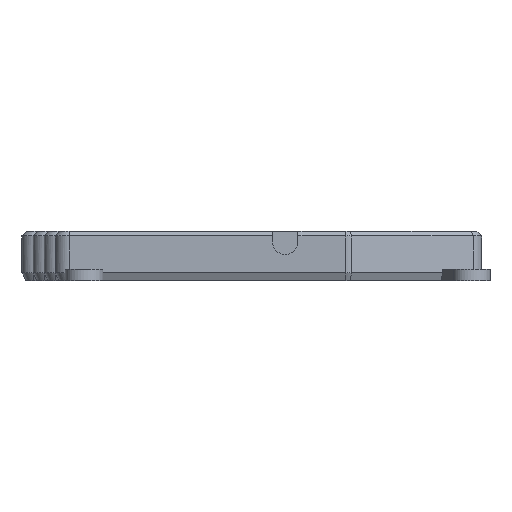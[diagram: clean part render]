
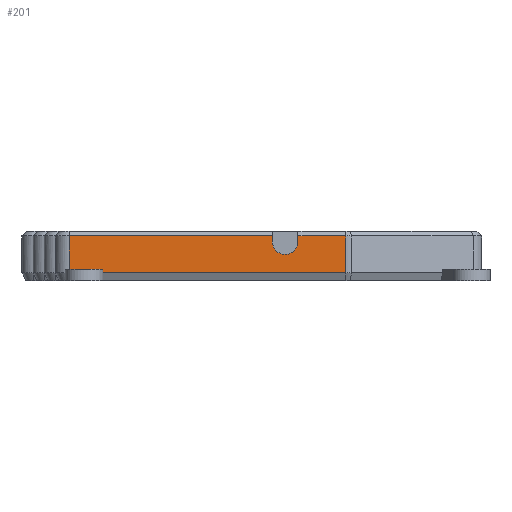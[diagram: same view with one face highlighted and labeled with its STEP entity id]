
A CAD part, left-side view. The second image highlights one B-rep face of the part: STEP entity #201.
In plain terms, the highlighted planar face has unit normal (-1, 0, 0).
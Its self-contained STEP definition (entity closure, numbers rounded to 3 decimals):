
#201=ADVANCED_FACE('',(#361),#2509,.T.);
#361=FACE_OUTER_BOUND('',#541,.T.);
#541=EDGE_LOOP('',(#1326,#1327,#1328,#1329,#1330,#1331,#1332,#1333,#1334,
#1335));
#1326=ORIENTED_EDGE('',*,*,#1355,.T.);
#1327=ORIENTED_EDGE('',*,*,#1353,.T.);
#1328=ORIENTED_EDGE('',*,*,#1741,.T.);
#1329=ORIENTED_EDGE('',*,*,#1519,.F.);
#1330=ORIENTED_EDGE('',*,*,#1518,.F.);
#1331=ORIENTED_EDGE('',*,*,#1434,.F.);
#1332=ORIENTED_EDGE('',*,*,#1429,.T.);
#1333=ORIENTED_EDGE('',*,*,#1437,.F.);
#1334=ORIENTED_EDGE('',*,*,#1658,.F.);
#1335=ORIENTED_EDGE('',*,*,#1439,.T.);
#1353=EDGE_CURVE('',#2150,#2151,#1746,.T.);
#1355=EDGE_CURVE('',#2156,#2150,#1747,.T.);
#1429=EDGE_CURVE('',#2237,#2238,#1792,.T.);
#1434=EDGE_CURVE('',#2237,#2239,#1797,.T.);
#1437=EDGE_CURVE('',#2240,#2238,#1800,.T.);
#1439=EDGE_CURVE('',#2241,#2156,#2015,.T.);
#1518=EDGE_CURVE('',#2239,#2307,#1856,.T.);
#1519=EDGE_CURVE('',#2307,#2347,#1857,.T.);
#1658=EDGE_CURVE('',#2241,#2240,#1942,.T.);
#1741=EDGE_CURVE('',#2151,#2347,#1976,.T.);
#1746=B_SPLINE_CURVE_WITH_KNOTS('',1,(#3426,#3427),.UNSPECIFIED.,.F.,.F.,
(2,2),(3.15,3.95),.UNSPECIFIED.);
#1747=B_SPLINE_CURVE_WITH_KNOTS('',1,(#3430,#3431),.UNSPECIFIED.,.F.,.F.,
(2,2),(-29.673,-22.473),.UNSPECIFIED.);
#1792=B_SPLINE_CURVE_WITH_KNOTS('',3,(#3665,#3666,#3667,#3668,#3669,#3670,
#3671,#3672,#3673,#3674,#3675,#3676,#3677,#3678,#3679,#3680,#3681,#3682,
#3683,#3684,#3685,#3686,#3687),.UNSPECIFIED.,.F.,.F.,(4,2,2,2,2,3,2,2,2,
2,4),(0.,1.086,2.172,3.259,3.8,
4.342,4.895,5.426,6.512,7.598,
8.685),.UNSPECIFIED.);
#1797=B_SPLINE_CURVE_WITH_KNOTS('',1,(#3696,#3697),.UNSPECIFIED.,.F.,.F.,
(2,2),(0.,0.98),.UNSPECIFIED.);
#1800=B_SPLINE_CURVE_WITH_KNOTS('',1,(#3702,#3703),.UNSPECIFIED.,.F.,.F.,
(2,2),(-0.98,0.),.UNSPECIFIED.);
#1856=B_SPLINE_CURVE_WITH_KNOTS('',1,(#3920,#3921),.UNSPECIFIED.,.F.,.F.,
(2,2),(49.067,59.346),.UNSPECIFIED.);
#1857=B_SPLINE_CURVE_WITH_KNOTS('',1,(#3922,#3923),.UNSPECIFIED.,.F.,.F.,
(2,2),(1.,8.9),.UNSPECIFIED.);
#1942=B_SPLINE_CURVE_WITH_KNOTS('',1,(#4276,#4277),.UNSPECIFIED.,.F.,.F.,
(2,2),(0.,43.567),.UNSPECIFIED.);
#1976=B_SPLINE_CURVE_WITH_KNOTS('',1,(#4606,#4607),.UNSPECIFIED.,.F.,.F.,
(2,2),(-222.018,-169.085),.UNSPECIFIED.);
#2015=(
BOUNDED_CURVE()
B_SPLINE_CURVE(1,(#3707,#3708),.UNSPECIFIED.,.F.,.F.)
B_SPLINE_CURVE_WITH_KNOTS((2,2),(1.,8.1),.UNSPECIFIED.)
CURVE()
GEOMETRIC_REPRESENTATION_ITEM()
RATIONAL_B_SPLINE_CURVE((1.,1.))
REPRESENTATION_ITEM('')
);
#2150=VERTEX_POINT('',#3140);
#2151=VERTEX_POINT('',#3141);
#2156=VERTEX_POINT('',#3146);
#2237=VERTEX_POINT('',#3227);
#2238=VERTEX_POINT('',#3228);
#2239=VERTEX_POINT('',#3229);
#2240=VERTEX_POINT('',#3230);
#2241=VERTEX_POINT('',#3231);
#2307=VERTEX_POINT('',#3297);
#2347=VERTEX_POINT('',#3337);
#2509=PLANE('',#2706);
#2706=AXIS2_PLACEMENT_3D('',#3126,#2847,$);
#2847=DIRECTION('',(-1.,0.,0.));
#3126=CARTESIAN_POINT('',(336.021,396.686,11.18));
#3140=CARTESIAN_POINT('',(336.021,389.486,4.08));
#3141=CARTESIAN_POINT('',(336.021,389.486,3.28));
#3146=CARTESIAN_POINT('',(336.021,396.686,4.08));
#3227=CARTESIAN_POINT('',(336.021,347.619,9.95));
#3228=CARTESIAN_POINT('',(336.021,353.119,9.95));
#3229=CARTESIAN_POINT('',(336.021,347.619,11.18));
#3230=CARTESIAN_POINT('',(336.021,353.119,11.18));
#3231=CARTESIAN_POINT('',(336.021,396.686,11.18));
#3297=CARTESIAN_POINT('',(336.021,337.34,11.18));
#3337=CARTESIAN_POINT('',(336.021,337.34,3.28));
#3426=CARTESIAN_POINT('',(336.021,389.486,4.08));
#3427=CARTESIAN_POINT('',(336.021,389.486,3.28));
#3430=CARTESIAN_POINT('',(336.021,396.686,4.08));
#3431=CARTESIAN_POINT('',(336.021,389.486,4.08));
#3665=CARTESIAN_POINT('',(336.021,347.619,9.95));
#3666=CARTESIAN_POINT('',(336.021,347.619,9.589));
#3667=CARTESIAN_POINT('',(336.021,347.69,9.231));
#3668=CARTESIAN_POINT('',(336.021,347.966,8.564));
#3669=CARTESIAN_POINT('',(336.021,348.169,8.261));
#3670=CARTESIAN_POINT('',(336.021,348.679,7.75));
#3671=CARTESIAN_POINT('',(336.021,348.983,7.548));
#3672=CARTESIAN_POINT('',(336.021,349.483,7.34));
#3673=CARTESIAN_POINT('',(336.021,349.655,7.288));
#3674=CARTESIAN_POINT('',(336.021,350.009,7.218));
#3675=CARTESIAN_POINT('',(336.021,350.188,7.2));
#3676=CARTESIAN_POINT('',(336.021,350.369,7.2));
#3677=CARTESIAN_POINT('',(336.021,350.552,7.2));
#3678=CARTESIAN_POINT('',(336.021,350.735,7.218));
#3679=CARTESIAN_POINT('',(336.021,351.089,7.29));
#3680=CARTESIAN_POINT('',(336.021,351.258,7.342));
#3681=CARTESIAN_POINT('',(336.021,351.755,7.548));
#3682=CARTESIAN_POINT('',(336.021,352.058,7.75));
#3683=CARTESIAN_POINT('',(336.021,352.569,8.261));
#3684=CARTESIAN_POINT('',(336.021,352.771,8.564));
#3685=CARTESIAN_POINT('',(336.021,353.047,9.231));
#3686=CARTESIAN_POINT('',(336.021,353.119,9.589));
#3687=CARTESIAN_POINT('',(336.021,353.119,9.95));
#3696=CARTESIAN_POINT('',(336.021,347.619,9.95));
#3697=CARTESIAN_POINT('',(336.021,347.619,11.18));
#3702=CARTESIAN_POINT('',(336.021,353.119,11.18));
#3703=CARTESIAN_POINT('',(336.021,353.119,9.95));
#3707=CARTESIAN_POINT('',(336.021,396.686,11.18));
#3708=CARTESIAN_POINT('',(336.021,396.686,4.08));
#3920=CARTESIAN_POINT('',(336.021,347.619,11.18));
#3921=CARTESIAN_POINT('',(336.021,337.34,11.18));
#3922=CARTESIAN_POINT('',(336.021,337.34,11.18));
#3923=CARTESIAN_POINT('',(336.021,337.34,3.28));
#4276=CARTESIAN_POINT('',(336.021,396.686,11.18));
#4277=CARTESIAN_POINT('',(336.021,353.119,11.18));
#4606=CARTESIAN_POINT('',(336.021,389.486,3.28));
#4607=CARTESIAN_POINT('',(336.021,337.34,3.28));
